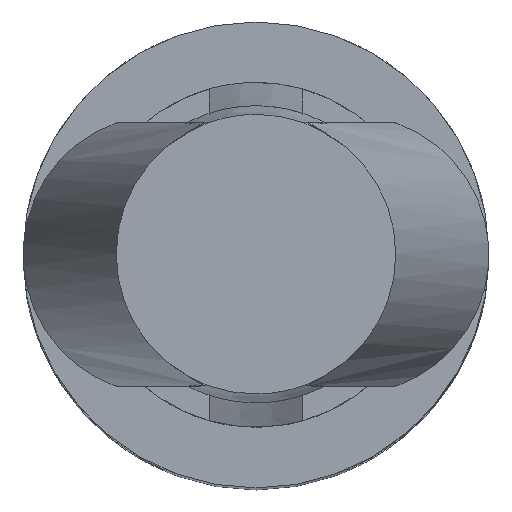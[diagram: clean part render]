
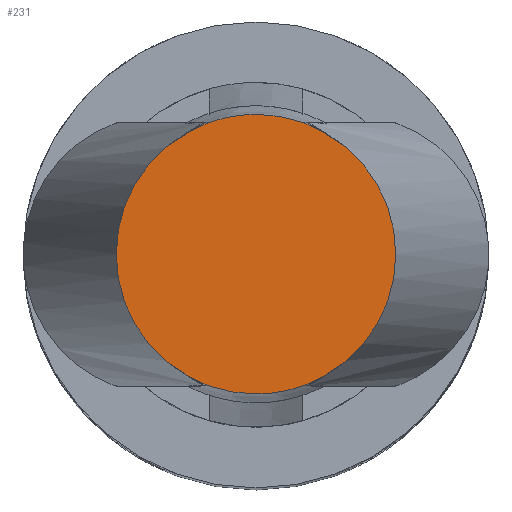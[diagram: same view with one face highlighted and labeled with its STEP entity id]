
A CAD part, top view. The second image highlights one B-rep face of the part: STEP entity #231.
In plain terms, the highlighted planar face has unit normal (0, 0, 1).
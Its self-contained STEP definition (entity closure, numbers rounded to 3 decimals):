
#231 = ADVANCED_FACE( '', ( #472 ), #473, .T. );
#472 = FACE_OUTER_BOUND( '', #825, .T. );
#473 = PLANE( '', #826 );
#825 = EDGE_LOOP( '', ( #1424, #1425, #1426, #1427, #1428, #1429, #1430, #1431 ) );
#826 = AXIS2_PLACEMENT_3D( '', #1432, #1433, #1434 );
#1424 = ORIENTED_EDGE( '', *, *, #1687, .F. );
#1425 = ORIENTED_EDGE( '', *, *, #1686, .T. );
#1426 = ORIENTED_EDGE( '', *, *, #1685, .F. );
#1427 = ORIENTED_EDGE( '', *, *, #1505, .F. );
#1428 = ORIENTED_EDGE( '', *, *, #1648, .F. );
#1429 = ORIENTED_EDGE( '', *, *, #1647, .T. );
#1430 = ORIENTED_EDGE( '', *, *, #1646, .F. );
#1431 = ORIENTED_EDGE( '', *, *, #1674, .T. );
#1432 = CARTESIAN_POINT( '', ( 0., 0., 11.25 ) );
#1433 = DIRECTION( '', ( 0., 0., 1. ) );
#1434 = DIRECTION( '', ( 1., 0., 0. ) );
#1505 = EDGE_CURVE( '', #1782, #1784, #1785, .T. );
#1646 = EDGE_CURVE( '', #2006, #2008, #2009, .T. );
#1647 = EDGE_CURVE( '', #2010, #2008, #2011, .T. );
#1648 = EDGE_CURVE( '', #2010, #1782, #2012, .T. );
#1674 = EDGE_CURVE( '', #2006, #2046, #2048, .F. );
#1685 = EDGE_CURVE( '', #1784, #2061, #2062, .T. );
#1686 = EDGE_CURVE( '', #2063, #2061, #2064, .T. );
#1687 = EDGE_CURVE( '', #2063, #2046, #2065, .T. );
#1782 = VERTEX_POINT( '', #2180 );
#1784 = VERTEX_POINT( '', #2188 );
#1785 = CIRCLE( '', #2189, 1.5 );
#2006 = VERTEX_POINT( '', #2561 );
#2008 = VERTEX_POINT( '', #2569 );
#2009 = CIRCLE( '', #2570, 1.5 );
#2010 = VERTEX_POINT( '', #2571 );
#2011 = B_SPLINE_CURVE_WITH_KNOTS( '', 2, ( #2572, #2573, #2574, #2575, #2576 ), .UNSPECIFIED., .F., .F., ( 3, 2, 3 ), ( 0., 0.5, 1. ), .UNSPECIFIED. );
#2012 = CIRCLE( '', #2577, 1.5 );
#2046 = VERTEX_POINT( '', #2630 );
#2048 = CIRCLE( '', #2638, 1.5 );
#2061 = VERTEX_POINT( '', #2658 );
#2062 = CIRCLE( '', #2659, 1.5 );
#2063 = VERTEX_POINT( '', #2660 );
#2064 = B_SPLINE_CURVE_WITH_KNOTS( '', 2, ( #2661, #2662, #2663, #2664, #2665 ), .UNSPECIFIED., .F., .F., ( 3, 2, 3 ), ( 0., 0.5, 1. ), .UNSPECIFIED. );
#2065 = CIRCLE( '', #2666, 1.5 );
#2180 = CARTESIAN_POINT( '', ( 0.525, 1.405, 11.25 ) );
#2188 = CARTESIAN_POINT( '', ( 0.525, -1.405, 11.25 ) );
#2189 = AXIS2_PLACEMENT_3D( '', #2774, #2775, #2776 );
#2561 = CARTESIAN_POINT( '', ( -0.525, 1.405, 11.25 ) );
#2569 = CARTESIAN_POINT( '', ( -0.5, 1.414, 11.25 ) );
#2570 = AXIS2_PLACEMENT_3D( '', #2939, #2940, #2941 );
#2571 = CARTESIAN_POINT( '', ( 0.5, 1.414, 11.25 ) );
#2572 = CARTESIAN_POINT( '', ( 0.5, 1.414, 11.25 ) );
#2573 = CARTESIAN_POINT( '', ( 0.258, 1.5, 11.25 ) );
#2574 = CARTESIAN_POINT( '', ( 0., 1.5, 11.25 ) );
#2575 = CARTESIAN_POINT( '', ( -0.257, 1.5, 11.25 ) );
#2576 = CARTESIAN_POINT( '', ( -0.5, 1.414, 11.25 ) );
#2577 = AXIS2_PLACEMENT_3D( '', #2942, #2943, #2944 );
#2630 = CARTESIAN_POINT( '', ( -0.525, -1.405, 11.25 ) );
#2638 = AXIS2_PLACEMENT_3D( '', #2974, #2975, #2976 );
#2658 = CARTESIAN_POINT( '', ( 0.5, -1.414, 11.25 ) );
#2659 = AXIS2_PLACEMENT_3D( '', #2984, #2985, #2986 );
#2660 = CARTESIAN_POINT( '', ( -0.5, -1.414, 11.25 ) );
#2661 = CARTESIAN_POINT( '', ( -0.5, -1.414, 11.25 ) );
#2662 = CARTESIAN_POINT( '', ( -0.258, -1.5, 11.25 ) );
#2663 = CARTESIAN_POINT( '', ( 0., -1.5, 11.25 ) );
#2664 = CARTESIAN_POINT( '', ( 0.257, -1.5, 11.25 ) );
#2665 = CARTESIAN_POINT( '', ( 0.5, -1.414, 11.25 ) );
#2666 = AXIS2_PLACEMENT_3D( '', #2987, #2988, #2989 );
#2774 = CARTESIAN_POINT( '', ( 0., 0., 11.25 ) );
#2775 = DIRECTION( '', ( 0., 0., -1. ) );
#2776 = DIRECTION( '', ( 0., 1., 0. ) );
#2939 = CARTESIAN_POINT( '', ( 0., 0., 11.25 ) );
#2940 = DIRECTION( '', ( 0., 0., -1. ) );
#2941 = DIRECTION( '', ( 0., 1., 0. ) );
#2942 = CARTESIAN_POINT( '', ( 0., 0., 11.25 ) );
#2943 = DIRECTION( '', ( 0., 0., -1. ) );
#2944 = DIRECTION( '', ( 0., 1., 0. ) );
#2974 = CARTESIAN_POINT( '', ( 0., 0., 11.25 ) );
#2975 = DIRECTION( '', ( 0., 0., -1. ) );
#2976 = DIRECTION( '', ( 1., 0., 0. ) );
#2984 = CARTESIAN_POINT( '', ( 0., 0., 11.25 ) );
#2985 = DIRECTION( '', ( 0., 0., -1. ) );
#2986 = DIRECTION( '', ( 0., 1., 0. ) );
#2987 = CARTESIAN_POINT( '', ( 0., 0., 11.25 ) );
#2988 = DIRECTION( '', ( 0., 0., -1. ) );
#2989 = DIRECTION( '', ( 0., 1., 0. ) );
